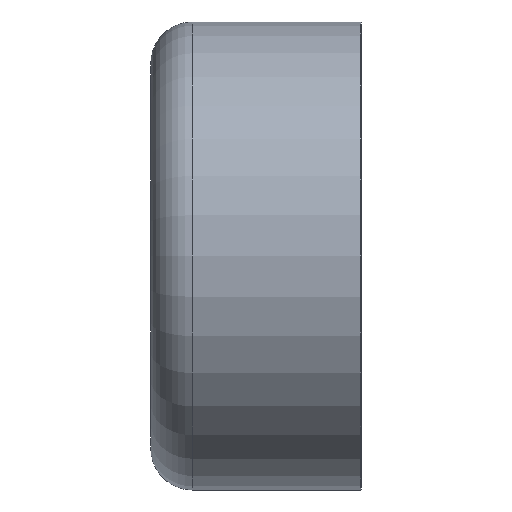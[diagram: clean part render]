
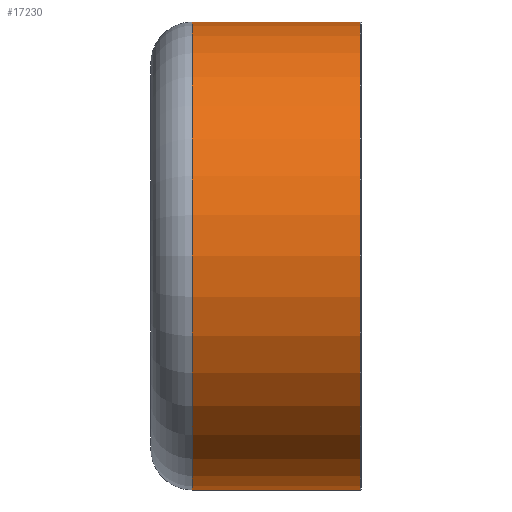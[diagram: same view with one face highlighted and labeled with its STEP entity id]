
A CAD part, left-side view. The second image highlights one B-rep face of the part: STEP entity #17230.
In plain terms, the highlighted cylindrical face has radius 28.25 mm (diameter 56.5 mm), a partial arc.
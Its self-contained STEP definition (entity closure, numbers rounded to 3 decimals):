
#100 = AXIS2_PLACEMENT_3D ( 'NONE', #5243, #6875, #9938 ) ;
#471 = EDGE_CURVE ( 'NONE', #17801, #4123, #12391, .T. ) ;
#1091 = VERTEX_POINT ( 'NONE', #2472 ) ;
#2000 = CYLINDRICAL_SURFACE ( 'NONE', #100, 28.25 ) ;
#2372 = EDGE_CURVE ( 'NONE', #20513, #4123, #17818, .T. ) ;
#2472 = CARTESIAN_POINT ( 'NONE',  ( 0., 0.1, -28.25 ) ) ;
#3349 = ORIENTED_EDGE ( 'NONE', *, *, #5568, .F. ) ;
#4123 = VERTEX_POINT ( 'NONE', #19954 ) ;
#4278 = CIRCLE ( 'NONE', #17448, 28.25 ) ;
#5243 = CARTESIAN_POINT ( 'NONE',  ( 0., 22.775, 0. ) ) ;
#5568 = EDGE_CURVE ( 'NONE', #1091, #20513, #7448, .T. ) ;
#6785 = FACE_OUTER_BOUND ( 'NONE', #18152, .T. ) ;
#6875 = DIRECTION ( 'NONE',  ( 0., 1., 0. ) ) ;
#7136 = CARTESIAN_POINT ( 'NONE',  ( 0., 20.4, -28.25 ) ) ;
#7322 = DIRECTION ( 'NONE',  ( 0., 1., 0. ) ) ;
#7448 = LINE ( 'NONE', #18384, #12268 ) ;
#7569 = VECTOR ( 'NONE', #16812, 1000. ) ;
#8139 = DIRECTION ( 'NONE',  ( 0., 1., 0. ) ) ;
#8660 = CARTESIAN_POINT ( 'NONE',  ( 0., 22.775, 28.25 ) ) ;
#9822 = ORIENTED_EDGE ( 'NONE', *, *, #471, .T. ) ;
#9938 = DIRECTION ( 'NONE',  ( 0., 0., 1. ) ) ;
#11858 = DIRECTION ( 'NONE',  ( 0., 1., 0. ) ) ;
#12268 = VECTOR ( 'NONE', #11858, 1000. ) ;
#12391 = LINE ( 'NONE', #8660, #7569 ) ;
#13711 = EDGE_CURVE ( 'NONE', #1091, #17801, #4278, .T. ) ;
#13937 = CARTESIAN_POINT ( 'NONE',  ( 0., 0.1, 28.25 ) ) ;
#14455 = ORIENTED_EDGE ( 'NONE', *, *, #13711, .T. ) ;
#16812 = DIRECTION ( 'NONE',  ( 0., 1., 0. ) ) ;
#16850 = ORIENTED_EDGE ( 'NONE', *, *, #2372, .F. ) ;
#17112 = CARTESIAN_POINT ( 'NONE',  ( 0., 0.1, 0. ) ) ;
#17230 = ADVANCED_FACE ( 'NONE', ( #6785 ), #2000, .T. ) ;
#17448 = AXIS2_PLACEMENT_3D ( 'NONE', #17112, #7322, #18742 ) ;
#17801 = VERTEX_POINT ( 'NONE', #13937 ) ;
#17818 = CIRCLE ( 'NONE', #20089, 28.25 ) ;
#17925 = DIRECTION ( 'NONE',  ( 0., 0., 1. ) ) ;
#18152 = EDGE_LOOP ( 'NONE', ( #3349, #14455, #9822, #16850 ) ) ;
#18384 = CARTESIAN_POINT ( 'NONE',  ( 0., 22.775, -28.25 ) ) ;
#18742 = DIRECTION ( 'NONE',  ( 0., 0., 1. ) ) ;
#19543 = CARTESIAN_POINT ( 'NONE',  ( 0., 20.4, 0. ) ) ;
#19954 = CARTESIAN_POINT ( 'NONE',  ( 0., 20.4, 28.25 ) ) ;
#20089 = AXIS2_PLACEMENT_3D ( 'NONE', #19543, #8139, #17925 ) ;
#20513 = VERTEX_POINT ( 'NONE', #7136 ) ;
